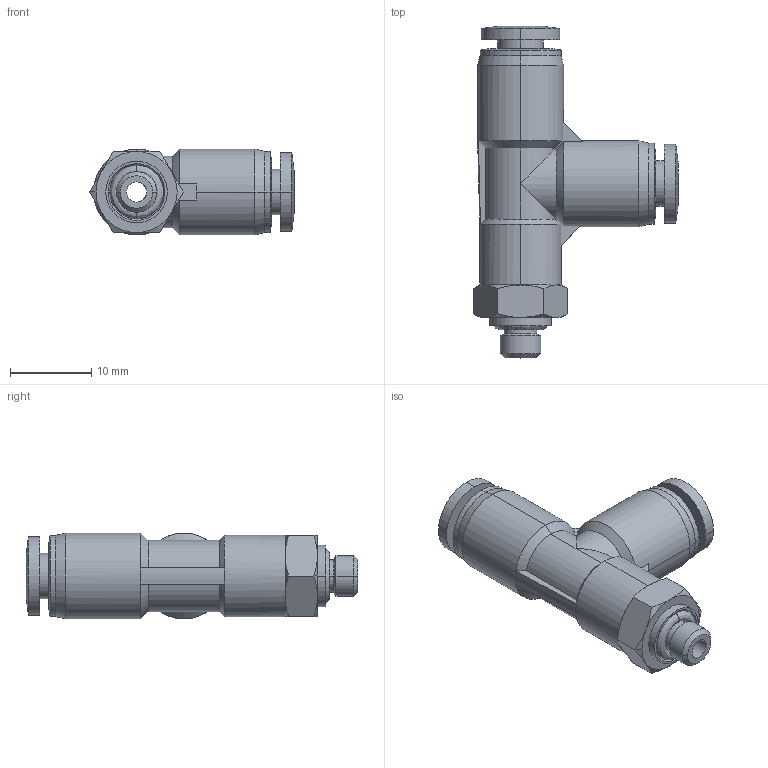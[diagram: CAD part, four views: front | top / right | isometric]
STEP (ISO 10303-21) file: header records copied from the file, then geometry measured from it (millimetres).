
FILE_DESCRIPTION (( 'STEP AP214' ), '1' );
FILE_NAME ('MRT4M-M5.step', '2016-02-24T20:43:01', ( '' ), ( '' ), 'SwSTEP 2.0', 'SolidWorks 2015', '' );
FILE_SCHEMA (( 'AUTOMOTIVE_DESIGN' ));
Length unit declared in the file: inch
Products named in the file (1): MRT4M-M5
Bounding box: 25.22 x 40.95 x 10.6 mm (x, y, z)
Volume: 3522.6 mm3; surface area: 2799.8 mm2
Topology: 2 solids, 2 shells, 119 faces, 272 edges, 165 vertices
Faces by surface type: cylinder 40, cone 40, plane 28, bspline 7, torus 4
Entity records: 3728 total; most frequent: CARTESIAN_POINT 1040, DIRECTION 565, ORIENTED_EDGE 544, EDGE_CURVE 272, AXIS2_PLACEMENT_3D 238, VERTEX_POINT 165, EDGE_LOOP 133, CIRCLE 125
